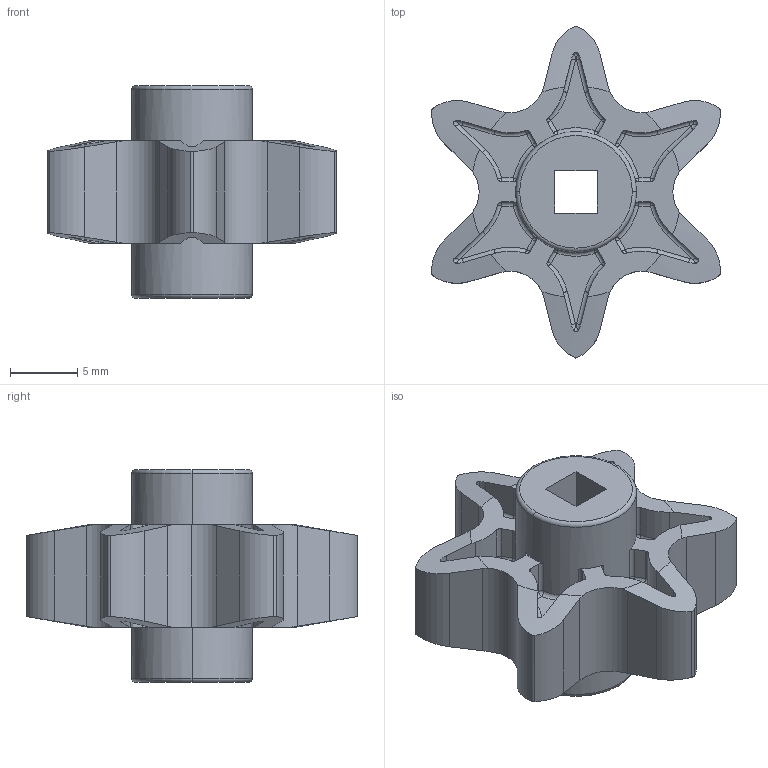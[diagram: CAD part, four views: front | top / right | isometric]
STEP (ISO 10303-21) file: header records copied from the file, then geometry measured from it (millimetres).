
FILE_DESCRIPTION((''),'2;1');
FILE_NAME('SPROCKET-HS-06-TOOTH','2008-08-30T',('np17'),(''),'PRO/ENGINEER BY PARAMETRIC TECHNOLOGY CORPORATION, 2007090','PRO/ENGINEER BY PARAMETRIC TECHNOLOGY CORPORATION, 2007090','');
FILE_SCHEMA(('CONFIG_CONTROL_DESIGN'));
Length unit declared in the file: millimetre
Products named in the file (1): SPROCKET-HS-06-TOOTH
Bounding box: 21.51 x 24.74 x 15.88 mm (x, y, z)
Volume: 2006.3 mm3; surface area: 2120.9 mm2
Topology: 1 solids, 1 shells, 399 faces, 965 edges, 568 vertices
Faces by surface type: cylinder 179, plane 90, torus 58, sphere 48, cone 12, bspline 12
Entity records: 13196 total; most frequent: CARTESIAN_POINT 3935, DIRECTION 2013, ORIENTED_EDGE 1930, EDGE_CURVE 965, AXIS2_PLACEMENT_3D 827, VERTEX_POINT 568, CIRCLE 440, EDGE_LOOP 401
